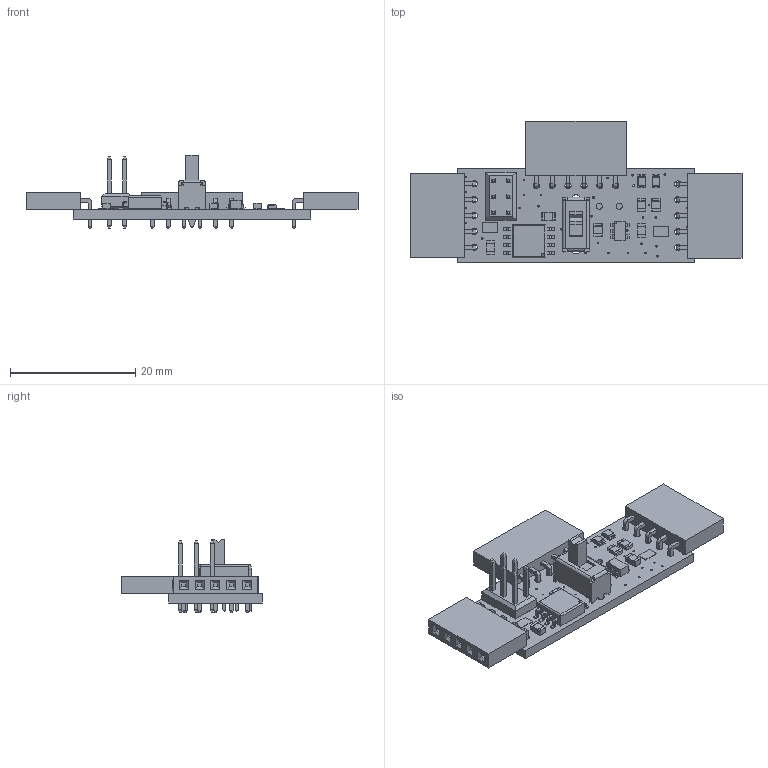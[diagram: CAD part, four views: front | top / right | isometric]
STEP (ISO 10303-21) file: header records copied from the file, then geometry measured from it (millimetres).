
FILE_DESCRIPTION(/* description */ (''),/* implementation_level */ '2;1');
FILE_NAME(/* name */ 'ae91b7e1-ceea-4233-b044-3501fc05dc4b.stp',/* time_stamp */ '2018-08-25T23:23:59-07:00',/* author */ ('Colin Keef'),/* organization */ (''),/* preprocessor_version */ 'ST-DEVELOPER v17.2',/* originating_system */ 'Autodesk Translation Framework v7.6.0.251',/* authorisation */ '');
FILE_SCHEMA (('AUTOMOTIVE_DESIGN { 1 0 10303 214 3 1 1 }'));
Length unit declared in the file: millimetre
Products named in the file (19): remote; PCB Component; Board; 1K; GREEN; base; cover; housing; marking; base_2; Thumbstick; ATtiny85V; HM-10; PTH VERT MALE; 300mA/30V; MCP1802 300mA/3.3V; 1uF/25V; BATTERY_LIPO_2S; JUMPER_SMD_3-PAD_NO_SILK
Assembly tree (26 placements, depth 4):
  remote
    PCB Component
      Board
      1K  x3
      GREEN  x2
        base
        cover
        housing
        marking
        base_2
      Thumbstick  x2
      ATtiny85V
      HM-10
      PTH VERT MALE
      300mA/30V
      MCP1802 300mA/3.3V
      1uF/25V  x3
      BATTERY_LIPO_2S
      JUMPER_SMD_3-PAD_NO_SILK  x2
Bounding box: 53.1 x 22.55 x 11.8 mm (x, y, z)
Volume: 2165 mm3; surface area: 4033.9 mm2
Topology: 29 solids, 29 shells, 1472 faces, 3502 edges, 2158 vertices
Faces by surface type: plane 978, cylinder 368, sphere 104, bspline 22
Full cylindrical faces by diameter (mm): 0.254 x46, 0.3 x2, 0.825 x3, 1 x24, 1.275 x2
Entity records: 32484 total; most frequent: CARTESIAN_POINT 5804, DIRECTION 5145, ORIENTED_EDGE 5142, EDGE_CURVE 2571, LINE 2035, VECTOR 2035, VERTEX_POINT 1624, AXIS2_PLACEMENT_3D 1555
